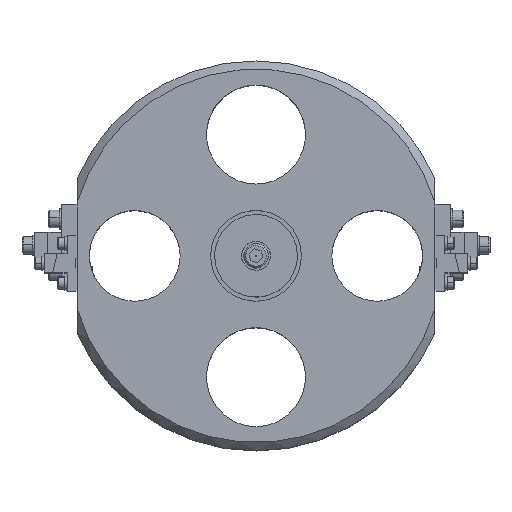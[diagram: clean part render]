
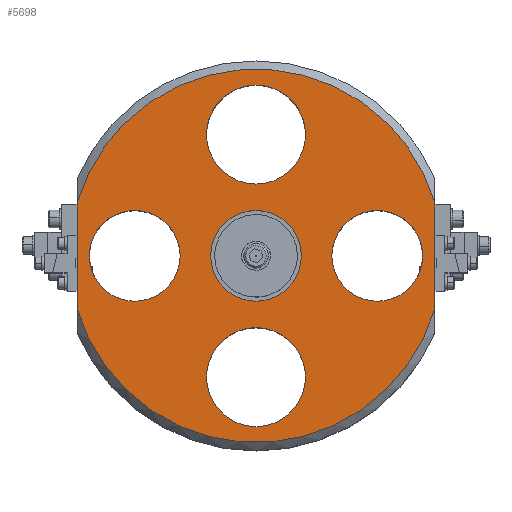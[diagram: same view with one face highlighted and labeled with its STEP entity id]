
A CAD part, top view. The second image highlights one B-rep face of the part: STEP entity #5698.
In plain terms, the highlighted planar face has unit normal (0, 0, 1).
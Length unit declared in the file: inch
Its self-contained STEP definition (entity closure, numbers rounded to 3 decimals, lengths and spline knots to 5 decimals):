
#165 = CARTESIAN_POINT ( 'NONE',  ( -2.525, 0., 1.47638 ) ) ;
#176 = DIRECTION ( 'NONE',  ( 0., -1., 0. ) ) ;
#177 = VECTOR ( 'NONE', #176, 39.37008 ) ;
#178 = CARTESIAN_POINT ( 'NONE',  ( 2.712, 1.16783, 1.47638 ) ) ;
#192 = LINE ( 'NONE', #178, #177 ) ;
#269 = CARTESIAN_POINT ( 'NONE',  ( 2.712, 0.80079, 1.47638 ) ) ;
#274 = CARTESIAN_POINT ( 'NONE',  ( 2.712, -0.80079, 1.47638 ) ) ;
#483 = CIRCLE ( 'NONE', #491, 0.6875 ) ;
#488 = DIRECTION ( 'NONE',  ( 1., 0., 0. ) ) ;
#489 = DIRECTION ( 'NONE',  ( 0., 0., 1. ) ) ;
#490 = CARTESIAN_POINT ( 'NONE',  ( -1.8375, 0., 1.47638 ) ) ;
#491 = AXIS2_PLACEMENT_3D ( 'NONE', #490, #489, #488 ) ;
#501 = CARTESIAN_POINT ( 'NONE',  ( 1.15, 0., 1.47638 ) ) ;
#1083 = CARTESIAN_POINT ( 'NONE',  ( -0.6875, 0., 1.47638 ) ) ;
#1312 = CARTESIAN_POINT ( 'NONE',  ( -1.15, 0., 1.47638 ) ) ;
#1376 = DIRECTION ( 'NONE',  ( 1., 0., 0. ) ) ;
#1377 = DIRECTION ( 'NONE',  ( 0., 0., 1. ) ) ;
#1378 = CARTESIAN_POINT ( 'NONE',  ( 0., 1.8375, 1.47638 ) ) ;
#1379 = AXIS2_PLACEMENT_3D ( 'NONE', #1378, #1377, #1376 ) ;
#1380 = CIRCLE ( 'NONE', #1379, 0.75 ) ;
#1386 = CARTESIAN_POINT ( 'NONE',  ( -0.75, 1.8375, 1.47638 ) ) ;
#1441 = CARTESIAN_POINT ( 'NONE',  ( 0.6875, 0., 1.47638 ) ) ;
#1450 = CARTESIAN_POINT ( 'NONE',  ( 0.75, 1.8375, 1.47638 ) ) ;
#1459 = CARTESIAN_POINT ( 'NONE',  ( 0.75, -1.8375, 1.47638 ) ) ;
#1526 = CARTESIAN_POINT ( 'NONE',  ( -2.712, 0.80079, 1.47638 ) ) ;
#1528 = DIRECTION ( 'NONE',  ( 0., 1., 0. ) ) ;
#1529 = VECTOR ( 'NONE', #1528, 39.37008 ) ;
#1530 = CARTESIAN_POINT ( 'NONE',  ( -2.712, 1.16783, 1.47638 ) ) ;
#1538 = CARTESIAN_POINT ( 'NONE',  ( -2.712, -0.80079, 1.47638 ) ) ;
#1560 = DIRECTION ( 'NONE',  ( 1., 0., 0. ) ) ;
#1561 = DIRECTION ( 'NONE',  ( 0., 0., 1. ) ) ;
#1562 = CARTESIAN_POINT ( 'NONE',  ( 0., -1.8375, 1.47638 ) ) ;
#1563 = AXIS2_PLACEMENT_3D ( 'NONE', #1562, #1561, #1560 ) ;
#1564 = CIRCLE ( 'NONE', #1563, 0.75 ) ;
#1594 = CARTESIAN_POINT ( 'NONE',  ( 2.525, 0., 1.47638 ) ) ;
#1595 = DIRECTION ( 'NONE',  ( 1., 0., 0. ) ) ;
#1596 = DIRECTION ( 'NONE',  ( 0., 0., 1. ) ) ;
#1597 = CARTESIAN_POINT ( 'NONE',  ( 1.8375, 0., 1.47638 ) ) ;
#1598 = AXIS2_PLACEMENT_3D ( 'NONE', #1597, #1596, #1595 ) ;
#1599 = CIRCLE ( 'NONE', #1598, 0.6875 ) ;
#1669 = LINE ( 'NONE', #1530, #1529 ) ;
#1912 = DIRECTION ( 'NONE',  ( 1., 0., 0. ) ) ;
#1913 = DIRECTION ( 'NONE',  ( 0., 0., 1. ) ) ;
#1914 = CARTESIAN_POINT ( 'NONE',  ( 0., 0., 1.47638 ) ) ;
#1915 = AXIS2_PLACEMENT_3D ( 'NONE', #1914, #1913, #1912 ) ;
#1916 = CIRCLE ( 'NONE', #1915, 0.6875 ) ;
#1985 = CARTESIAN_POINT ( 'NONE',  ( -0.75, -1.8375, 1.47638 ) ) ;
#2384 = DIRECTION ( 'NONE',  ( 1., 0., 0. ) ) ;
#2385 = DIRECTION ( 'NONE',  ( 0., 0., 1. ) ) ;
#2386 = CARTESIAN_POINT ( 'NONE',  ( 1.8375, 0., 1.47638 ) ) ;
#2387 = AXIS2_PLACEMENT_3D ( 'NONE', #2386, #2385, #2384 ) ;
#2388 = CIRCLE ( 'NONE', #2387, 0.6875 ) ;
#2389 = DIRECTION ( 'NONE',  ( 1., 0., 0. ) ) ;
#2390 = DIRECTION ( 'NONE',  ( 0., 0., 1. ) ) ;
#2391 = CARTESIAN_POINT ( 'NONE',  ( 0., -1.8375, 1.47638 ) ) ;
#2392 = AXIS2_PLACEMENT_3D ( 'NONE', #2391, #2390, #2389 ) ;
#2393 = CIRCLE ( 'NONE', #2392, 0.75 ) ;
#2784 = DIRECTION ( 'NONE',  ( 1., 0., 0. ) ) ;
#2785 = DIRECTION ( 'NONE',  ( 0., 0., 1. ) ) ;
#2786 = CARTESIAN_POINT ( 'NONE',  ( 0., 0., 1.47638 ) ) ;
#2787 = AXIS2_PLACEMENT_3D ( 'NONE', #2786, #2785, #2784 ) ;
#2788 = CIRCLE ( 'NONE', #2787, 0.6875 ) ;
#3762 = VERTEX_POINT ( 'NONE', #1083 ) ;
#3897 = EDGE_CURVE ( 'NONE', #3901, #3899, #192, .T. ) ;
#3899 = VERTEX_POINT ( 'NONE', #274 ) ;
#3901 = VERTEX_POINT ( 'NONE', #269 ) ;
#3914 = VERTEX_POINT ( 'NONE', #165 ) ;
#3958 = VERTEX_POINT ( 'NONE', #501 ) ;
#3960 = EDGE_CURVE ( 'NONE', #3914, #4203, #483, .T. ) ;
#4151 = VERTEX_POINT ( 'NONE', #1441 ) ;
#4178 = VERTEX_POINT ( 'NONE', #1386 ) ;
#4182 = EDGE_CURVE ( 'NONE', #4178, #4199, #1380, .T. ) ;
#4199 = VERTEX_POINT ( 'NONE', #1450 ) ;
#4203 = VERTEX_POINT ( 'NONE', #1312 ) ;
#4222 = VERTEX_POINT ( 'NONE', #1459 ) ;
#4255 = EDGE_CURVE ( 'NONE', #3762, #4151, #1916, .T. ) ;
#4278 = VERTEX_POINT ( 'NONE', #1985 ) ;
#4311 = VERTEX_POINT ( 'NONE', #1538 ) ;
#4315 = EDGE_CURVE ( 'NONE', #4311, #4317, #1669, .T. ) ;
#4317 = VERTEX_POINT ( 'NONE', #1526 ) ;
#4367 = EDGE_CURVE ( 'NONE', #4278, #4222, #1564, .T. ) ;
#4373 = EDGE_CURVE ( 'NONE', #3958, #4374, #1599, .T. ) ;
#4374 = VERTEX_POINT ( 'NONE', #1594 ) ;
#4840 = ORIENTED_EDGE ( 'NONE', *, *, #3960, .F. ) ;
#4843 = EDGE_LOOP ( 'NONE', ( #4845, #4850 ) ) ;
#4845 = ORIENTED_EDGE ( 'NONE', *, *, #4847, .F. ) ;
#4847 = EDGE_CURVE ( 'NONE', #4222, #4278, #2393, .T. ) ;
#4850 = ORIENTED_EDGE ( 'NONE', *, *, #4367, .F. ) ;
#4851 = EDGE_LOOP ( 'NONE', ( #4852, #5658 ) ) ;
#4852 = ORIENTED_EDGE ( 'NONE', *, *, #4860, .F. ) ;
#4860 = EDGE_CURVE ( 'NONE', #4374, #3958, #2388, .T. ) ;
#4862 = EDGE_LOOP ( 'NONE', ( #5659, #5661 ) ) ;
#5600 = EDGE_CURVE ( 'NONE', #4151, #3762, #2788, .T. ) ;
#5601 = ORIENTED_EDGE ( 'NONE', *, *, #4255, .F. ) ;
#5612 = ORIENTED_EDGE ( 'NONE', *, *, #5600, .F. ) ;
#5619 = EDGE_LOOP ( 'NONE', ( #5612, #5601 ) ) ;
#5658 = ORIENTED_EDGE ( 'NONE', *, *, #4373, .F. ) ;
#5659 = ORIENTED_EDGE ( 'NONE', *, *, #5660, .F. ) ;
#5660 = EDGE_CURVE ( 'NONE', #4199, #4178, #10161, .T. ) ;
#5661 = ORIENTED_EDGE ( 'NONE', *, *, #4182, .F. ) ;
#5693 = EDGE_LOOP ( 'NONE', ( #5694, #4840 ) ) ;
#5694 = ORIENTED_EDGE ( 'NONE', *, *, #5695, .F. ) ;
#5695 = EDGE_CURVE ( 'NONE', #4203, #3914, #10282, .T. ) ;
#5698 = ADVANCED_FACE ( 'NONE', ( #10269, #10268, #10267, #10266, #10265, #10264 ), #10228, .T. ) ;
#5702 = EDGE_LOOP ( 'NONE', ( #5703, #5704, #5705, #5709 ) ) ;
#5703 = ORIENTED_EDGE ( 'NONE', *, *, #3897, .F. ) ;
#5704 = ORIENTED_EDGE ( 'NONE', *, *, #5712, .T. ) ;
#5705 = ORIENTED_EDGE ( 'NONE', *, *, #4315, .F. ) ;
#5709 = ORIENTED_EDGE ( 'NONE', *, *, #5710, .T. ) ;
#5710 = EDGE_CURVE ( 'NONE', #4311, #3899, #10218, .T. ) ;
#5712 = EDGE_CURVE ( 'NONE', #3901, #4317, #10213, .T. ) ;
#10158 = DIRECTION ( 'NONE',  ( 0., 0., 1. ) ) ;
#10159 = CARTESIAN_POINT ( 'NONE',  ( 0., 1.8375, 1.47638 ) ) ;
#10160 = AXIS2_PLACEMENT_3D ( 'NONE', #10159, #10158, #10196 ) ;
#10161 = CIRCLE ( 'NONE', #10160, 0.75 ) ;
#10196 = DIRECTION ( 'NONE',  ( 1., 0., 0. ) ) ;
#10209 = DIRECTION ( 'NONE',  ( 1., 0., 0. ) ) ;
#10210 = DIRECTION ( 'NONE',  ( 0., 0., 1. ) ) ;
#10211 = CARTESIAN_POINT ( 'NONE',  ( 0., 0., 1.47638 ) ) ;
#10212 = AXIS2_PLACEMENT_3D ( 'NONE', #10211, #10210, #10209 ) ;
#10213 = CIRCLE ( 'NONE', #10212, 2.82776 ) ;
#10214 = DIRECTION ( 'NONE',  ( 1., 0., 0. ) ) ;
#10215 = DIRECTION ( 'NONE',  ( 0., 0., 1. ) ) ;
#10216 = CARTESIAN_POINT ( 'NONE',  ( 0., 0., 1.47638 ) ) ;
#10217 = AXIS2_PLACEMENT_3D ( 'NONE', #10216, #10215, #10214 ) ;
#10218 = CIRCLE ( 'NONE', #10217, 2.82776 ) ;
#10224 = DIRECTION ( 'NONE',  ( 1., 0., 0. ) ) ;
#10225 = DIRECTION ( 'NONE',  ( 0., 0., 1. ) ) ;
#10226 = CARTESIAN_POINT ( 'NONE',  ( 0., 0., 1.47638 ) ) ;
#10227 = AXIS2_PLACEMENT_3D ( 'NONE', #10226, #10225, #10224 ) ;
#10228 = PLANE ( 'NONE',  #10227 ) ;
#10264 = FACE_BOUND ( 'NONE', #4862, .T. ) ;
#10265 = FACE_BOUND ( 'NONE', #4851, .T. ) ;
#10266 = FACE_BOUND ( 'NONE', #4843, .T. ) ;
#10267 = FACE_BOUND ( 'NONE', #5693, .T. ) ;
#10268 = FACE_OUTER_BOUND ( 'NONE', #5702, .T. ) ;
#10269 = FACE_BOUND ( 'NONE', #5619, .T. ) ;
#10275 = DIRECTION ( 'NONE',  ( 1., 0., 0. ) ) ;
#10276 = DIRECTION ( 'NONE',  ( 0., 0., 1. ) ) ;
#10277 = CARTESIAN_POINT ( 'NONE',  ( -1.8375, 0., 1.47638 ) ) ;
#10278 = AXIS2_PLACEMENT_3D ( 'NONE', #10277, #10276, #10275 ) ;
#10282 = CIRCLE ( 'NONE', #10278, 0.6875 ) ;
